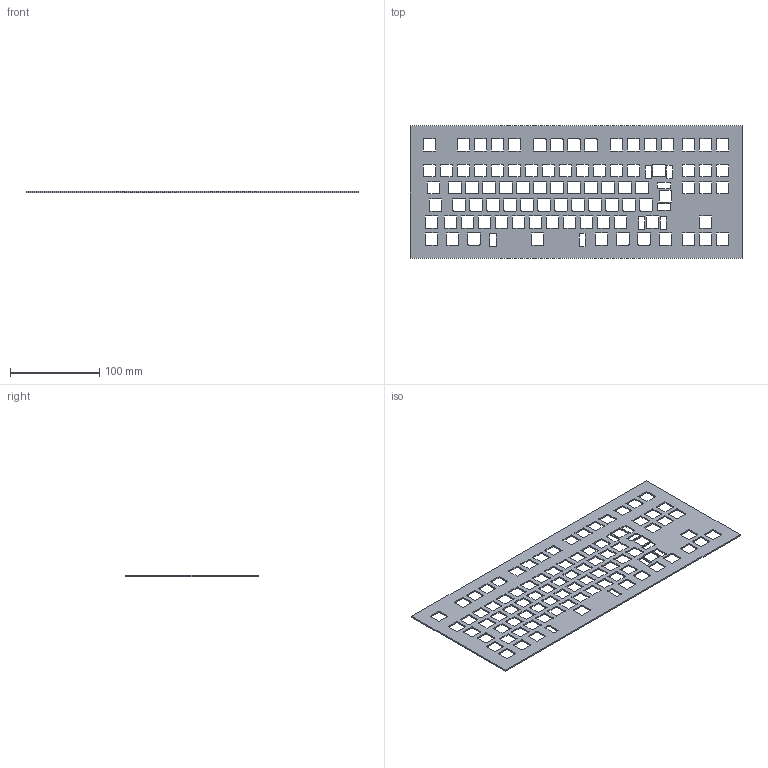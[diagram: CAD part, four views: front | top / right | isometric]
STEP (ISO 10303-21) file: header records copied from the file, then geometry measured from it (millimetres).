
FILE_DESCRIPTION(/* description */ (''),/* implementation_level */ '2;1');
FILE_NAME(/* name */ 'TKL-Keyboard-Top.step',/* time_stamp */ '2025-07-01T21:51:19+02:00',/* author */ (''),/* organization */ (''),/* preprocessor_version */ 'ST-DEVELOPER v20.1',/* originating_system */ 'Autodesk Translation Framework v14.10.0.0',/* authorisation */ '');
FILE_SCHEMA (('AUTOMOTIVE_DESIGN { 1 0 10303 214 3 1 1 }'));
Length unit declared in the file: millimetre
Products named in the file (1): Top-Plate
Bounding box: 371.95 x 148.11 x 1.5 mm (x, y, z)
Volume: 55534.8 mm3; surface area: 83403 mm2
Topology: 1 solids, 1 shells, 774 faces, 2316 edges, 1544 vertices
Faces by surface type: plane 390, cylinder 384
Entity records: 26692 total; most frequent: CARTESIAN_POINT 4635, DIRECTION 4634, ORIENTED_EDGE 4632, EDGE_CURVE 2316, LINE 1548, VECTOR 1548, VERTEX_POINT 1544, AXIS2_PLACEMENT_3D 1543
